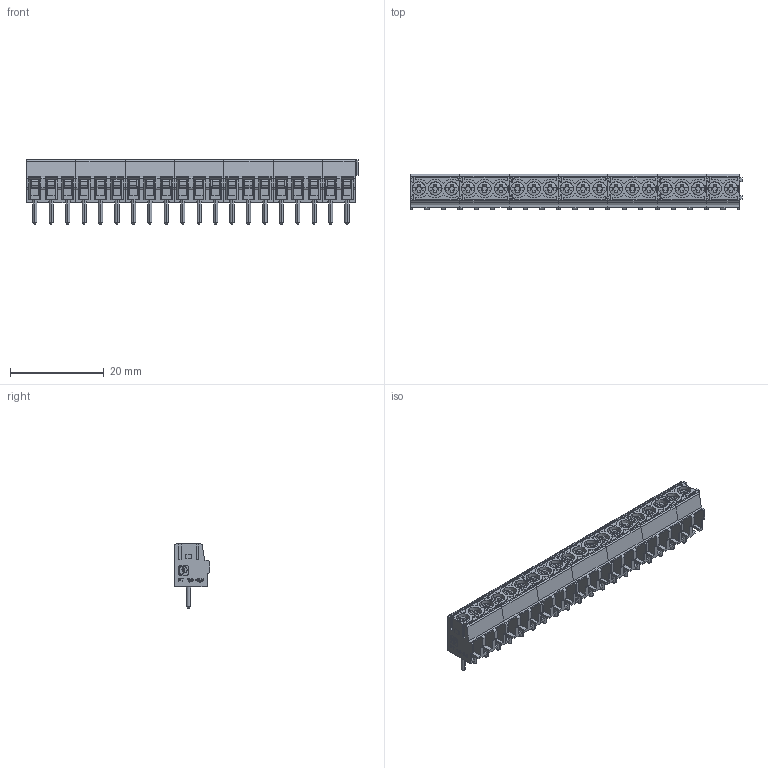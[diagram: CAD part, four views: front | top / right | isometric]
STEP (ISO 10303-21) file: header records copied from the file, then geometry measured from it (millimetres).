
FILE_DESCRIPTION((''),'2;1');
FILE_NAME('pxc_1709678_03_01_PT-1-5-20-3-5-H_3D.stp','2025-05-07T10:37:31','','Phoenix Contact','STEP processor for AP214','','');
FILE_SCHEMA(('AUTOMOTIVE_DESIGN { 1 0 10303 214 1 1 1 1 }'));
Length unit declared in the file: millimetre
Products named in the file (9): LP_PT_1_5_klh_3_5_horizontal; AC_PT_1_5_PVH_H0_Schraube; AT_PT_1_5_3_50_H; PT_1_5-3-3_50_H; LP_PT_1_5_klh_3_5_horizontal.1; AC_PT_1_5_PVH_H0_Schraube.1; PT_1_5-2-3_50_H; PT_1_5-20-3_50_H
Assembly tree (19 placements, depth 3):
  PT_1_5-20-3_50_H
    PT_1_5-3-3_50_H  x6
      LP_PT_1_5_klh_3_5_horizontal
      AC_PT_1_5_PVH_H0_Schraube
      AT_PT_1_5_3_50_H
    PT_1_5-2-3_50_H
      LP_PT_1_5_klh_3_5_horizontal.1  x2
      AC_PT_1_5_PVH_H0_Schraube.1  x2
      AT_PT_1_5_3_50_H
Bounding box: 70.7 x 7.55 x 13.65 mm (x, y, z)
Volume: 3248.1 mm3; surface area: 9228.9 mm2
Topology: 47 solids, 47 shells, 4706 faces, 13459 edges, 8966 vertices
Faces by surface type: plane 3756, cylinder 755, cone 120, sphere 40, extrusion 35
Entity records: 44125 total; most frequent: CARTESIAN_POINT 7033, ORIENTED_EDGE 6164, DIRECTION 5410, EDGE_CURVE 3082, VECTOR 2656, LINE 2646, VERTEX_POINT 2054, AXIS2_PLACEMENT_3D 1377
